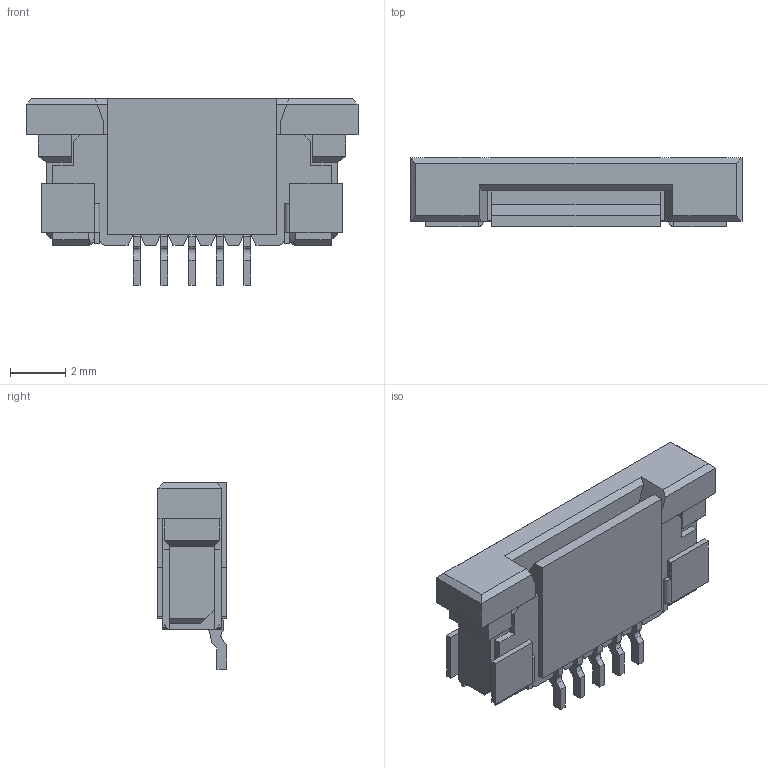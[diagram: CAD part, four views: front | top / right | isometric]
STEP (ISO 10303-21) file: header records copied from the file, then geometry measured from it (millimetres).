
FILE_DESCRIPTION (( 'STEP AP214' ), '1' );
FILE_NAME ('FFC3B07-05-T.STEP', '2024-02-04T17:22:25', ( '' ), ( '' ), 'SwSTEP 2.0', 'SolidWorks 2021', '' );
FILE_SCHEMA (( 'AUTOMOTIVE_DESIGN' ));
Length unit declared in the file: millimetre
Products named in the file (3): FFC3B07-05-T; pin^FFC3B07-xxxx ass; FFC3B07-xxxx_05
Assembly tree (6 placements, depth 2):
  FFC3B07-05-T
    FFC3B07-xxxx_05
    pin^FFC3B07-xxxx ass  x5
Bounding box: 12 x 2.5 x 6.75 mm (x, y, z)
Volume: 120.3 mm3; surface area: 430.9 mm2
Topology: 9 solids, 9 shells, 268 faces, 690 edges, 442 vertices
Faces by surface type: plane 236, cylinder 28, cone 4
Entity records: 6015 total; most frequent: CARTESIAN_POINT 1037, ORIENTED_EDGE 1012, DIRECTION 948, EDGE_CURVE 506, VECTOR 482, LINE 482, VERTEX_POINT 322, AXIS2_PLACEMENT_3D 233
